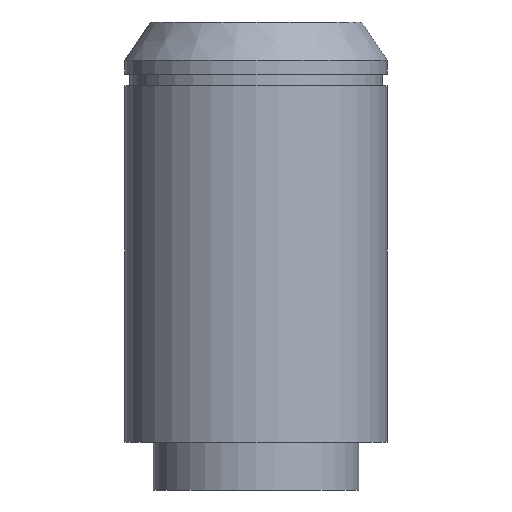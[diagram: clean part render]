
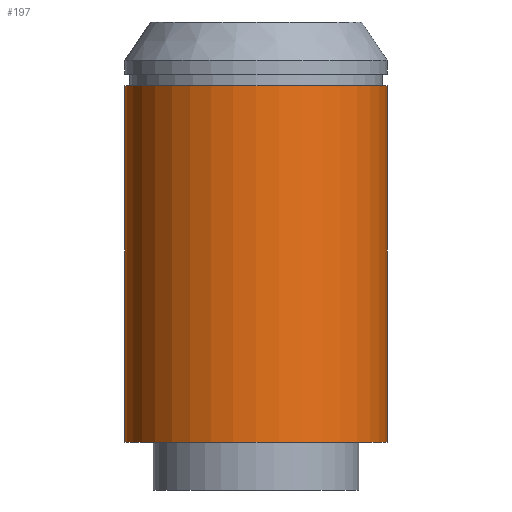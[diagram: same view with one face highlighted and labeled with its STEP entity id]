
A CAD part, front view. The second image highlights one B-rep face of the part: STEP entity #197.
In plain terms, the highlighted cylindrical face has radius 13 mm (diameter 26 mm), a partial arc.
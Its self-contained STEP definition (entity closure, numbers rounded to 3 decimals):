
#8 = EDGE_CURVE ( 'NONE', #503, #673, #548, .T. ) ;
#20 = DIRECTION ( 'NONE',  ( 0., 0., 1. ) ) ;
#77 = EDGE_CURVE ( 'NONE', #673, #166, #606, .T. ) ;
#97 = DIRECTION ( 'NONE',  ( 1., 0., 0. ) ) ;
#115 = EDGE_LOOP ( 'NONE', ( #396, #141, #305, #384 ) ) ;
#122 = CARTESIAN_POINT ( 'NONE',  ( 0., 0., 3.9 ) ) ;
#123 = AXIS2_PLACEMENT_3D ( 'NONE', #553, #416, #97 ) ;
#133 = CARTESIAN_POINT ( 'NONE',  ( 13., 0., 0. ) ) ;
#141 = ORIENTED_EDGE ( 'NONE', *, *, #8, .T. ) ;
#166 = VERTEX_POINT ( 'NONE', #352 ) ;
#197 = ADVANCED_FACE ( 'NONE', ( #457 ), #375, .T. ) ;
#216 = CARTESIAN_POINT ( 'NONE',  ( -13., 0., 0. ) ) ;
#235 = DIRECTION ( 'NONE',  ( 1., 0., 0. ) ) ;
#239 = CARTESIAN_POINT ( 'NONE',  ( 13., 0., 3.9 ) ) ;
#242 = AXIS2_PLACEMENT_3D ( 'NONE', #122, #581, #536 ) ;
#305 = ORIENTED_EDGE ( 'NONE', *, *, #77, .T. ) ;
#312 = AXIS2_PLACEMENT_3D ( 'NONE', #594, #652, #235 ) ;
#320 = CARTESIAN_POINT ( 'NONE',  ( -13., 0., 39.21 ) ) ;
#352 = CARTESIAN_POINT ( 'NONE',  ( 13., 0., 39.21 ) ) ;
#373 = VECTOR ( 'NONE', #20, 1000. ) ;
#375 = CYLINDRICAL_SURFACE ( 'NONE', #312, 13. ) ;
#381 = LINE ( 'NONE', #216, #373 ) ;
#384 = ORIENTED_EDGE ( 'NONE', *, *, #423, .F. ) ;
#396 = ORIENTED_EDGE ( 'NONE', *, *, #611, .F. ) ;
#416 = DIRECTION ( 'NONE',  ( 0., 0., 1. ) ) ;
#420 = VECTOR ( 'NONE', #592, 1000. ) ;
#423 = EDGE_CURVE ( 'NONE', #482, #166, #645, .T. ) ;
#457 = FACE_OUTER_BOUND ( 'NONE', #115, .T. ) ;
#482 = VERTEX_POINT ( 'NONE', #320 ) ;
#503 = VERTEX_POINT ( 'NONE', #627 ) ;
#536 = DIRECTION ( 'NONE',  ( 1., 0., 0. ) ) ;
#548 = CIRCLE ( 'NONE', #242, 13. ) ;
#553 = CARTESIAN_POINT ( 'NONE',  ( 0., 0., 39.21 ) ) ;
#581 = DIRECTION ( 'NONE',  ( 0., 0., 1. ) ) ;
#592 = DIRECTION ( 'NONE',  ( 0., 0., 1. ) ) ;
#594 = CARTESIAN_POINT ( 'NONE',  ( 0., 0., 0. ) ) ;
#606 = LINE ( 'NONE', #133, #420 ) ;
#611 = EDGE_CURVE ( 'NONE', #503, #482, #381, .T. ) ;
#627 = CARTESIAN_POINT ( 'NONE',  ( -13., 0., 3.9 ) ) ;
#645 = CIRCLE ( 'NONE', #123, 13. ) ;
#652 = DIRECTION ( 'NONE',  ( 0., 0., 1. ) ) ;
#673 = VERTEX_POINT ( 'NONE', #239 ) ;
